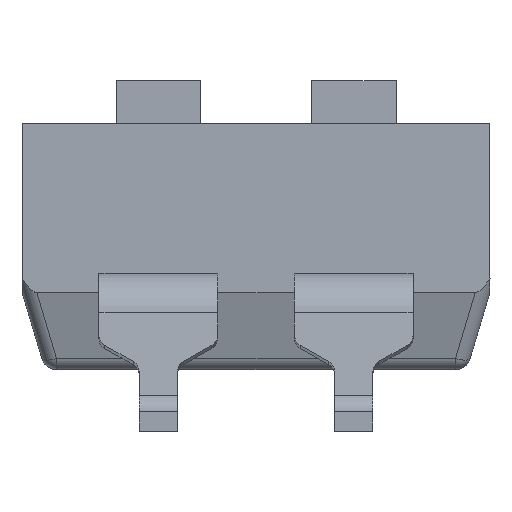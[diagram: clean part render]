
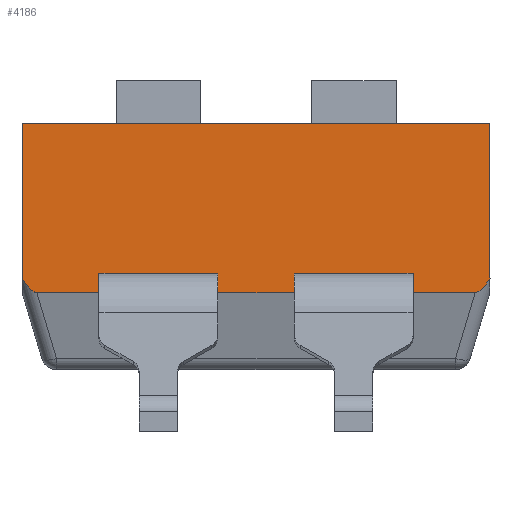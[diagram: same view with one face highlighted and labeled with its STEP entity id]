
A CAD part, front view. The second image highlights one B-rep face of the part: STEP entity #4186.
In plain terms, the highlighted planar face has unit normal (0, -1, 0).
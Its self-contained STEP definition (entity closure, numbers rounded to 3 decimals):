
#2=DIRECTION('',(-1.,0.,0.));
#3=VECTOR('',#2,6.08);
#4=CARTESIAN_POINT('',(3.04,-3.1,0.));
#5=LINE('',#4,#3);
#434=DIRECTION('',(0.,0.,1.));
#435=VECTOR('',#434,0.25);
#436=CARTESIAN_POINT('',(2.04,-3.1,-2.2));
#437=LINE('',#436,#435);
#438=DIRECTION('',(1.,0.,0.));
#439=VECTOR('',#438,1.54);
#440=CARTESIAN_POINT('',(0.5,-3.1,-1.95));
#441=LINE('',#440,#439);
#442=DIRECTION('',(0.,0.,1.));
#443=VECTOR('',#442,0.25);
#444=CARTESIAN_POINT('',(0.5,-3.1,
-2.2));
#445=LINE('',#444,#443);
#446=DIRECTION('',(0.,0.,1.));
#447=VECTOR('',#446,0.25);
#448=CARTESIAN_POINT('',(-0.5,-3.1,
-2.2));
#449=LINE('',#448,#447);
#450=DIRECTION('',(1.,0.,0.));
#451=VECTOR('',#450,1.54);
#452=CARTESIAN_POINT('',(-2.04,-3.1,-1.95));
#453=LINE('',#452,#451);
#454=DIRECTION('',(0.,0.,1.));
#455=VECTOR('',#454,0.25);
#456=CARTESIAN_POINT('',(-2.04,-3.1,
-2.2));
#457=LINE('',#456,#455);
#496=DIRECTION('',(1.,0.,0.));
#497=VECTOR('',#496,0.808);
#498=CARTESIAN_POINT('',(2.04,-3.1,-2.2));
#499=LINE('',#498,#497);
#508=DIRECTION('',(1.,0.,0.));
#509=VECTOR('',#508,0.808);
#510=CARTESIAN_POINT('',(-2.848,-3.1,
-2.2));
#511=LINE('',#510,#509);
#516=DIRECTION('',(1.,0.,0.));
#517=VECTOR('',#516,1.);
#518=CARTESIAN_POINT('',(-0.5,-3.1,
-2.2));
#519=LINE('',#518,#517);
#520=CARTESIAN_POINT('',(2.848,-3.1,-2.2));
#521=CARTESIAN_POINT('',(2.861,-3.1,-2.2));
#522=CARTESIAN_POINT('',(2.882,-3.1,-2.194));
#523=CARTESIAN_POINT('',(2.918,-3.1,-2.171));
#524=CARTESIAN_POINT('',(2.958,-3.1,-2.133));
#525=CARTESIAN_POINT('',(3.001,-3.1,-2.078));
#526=CARTESIAN_POINT('',(3.027,-3.1,-2.037));
#527=CARTESIAN_POINT('',(3.04,-3.1,-2.016));
#542=DIRECTION('',(0.,0.,1.));
#543=VECTOR('',#542,2.016);
#544=CARTESIAN_POINT('',(3.04,-3.1,-2.016));
#545=LINE('',#544,#543);
#755=DIRECTION('',(0.,0.,-1.));
#756=VECTOR('',#755,2.016);
#757=CARTESIAN_POINT('',(-3.04,-3.1,0.));
#758=LINE('',#757,#756);
#808=CARTESIAN_POINT('',(-3.04,-3.1,-2.016));
#809=CARTESIAN_POINT('',(-3.027,-3.1,-2.037));
#810=CARTESIAN_POINT('',(-3.001,-3.1,-2.078));
#811=CARTESIAN_POINT('',(-2.958,-3.1,-2.133));
#812=CARTESIAN_POINT('',(-2.918,-3.1,-2.171));
#813=CARTESIAN_POINT('',(-2.882,-3.1,-2.194));
#814=CARTESIAN_POINT('',(-2.861,-3.1,-2.2));
#815=CARTESIAN_POINT('',(-2.848,-3.1,-2.2));
#2939=CARTESIAN_POINT('',(3.04,-3.1,0.));
#2940=VERTEX_POINT('',#2939);
#2941=CARTESIAN_POINT('',(-3.04,-3.1,0.));
#2942=VERTEX_POINT('',#2941);
#3436=VERTEX_POINT('',#520);
#3437=VERTEX_POINT('',#527);
#3439=VERTEX_POINT('',#808);
#3440=VERTEX_POINT('',#815);
#3593=CARTESIAN_POINT('',(-0.5,-3.1,
-2.2));
#3594=CARTESIAN_POINT('',(-0.5,-3.1,-1.95));
#3595=VERTEX_POINT('',#3593);
#3596=VERTEX_POINT('',#3594);
#3597=CARTESIAN_POINT('',(-2.04,-3.1,
-2.2));
#3598=CARTESIAN_POINT('',(-2.04,-3.1,-1.95));
#3599=VERTEX_POINT('',#3597);
#3600=VERTEX_POINT('',#3598);
#3739=CARTESIAN_POINT('',(2.04,-3.1,
-2.2));
#3740=CARTESIAN_POINT('',(2.04,-3.1,-1.95));
#3741=VERTEX_POINT('',#3739);
#3742=VERTEX_POINT('',#3740);
#3743=CARTESIAN_POINT('',(0.5,-3.1,
-2.2));
#3744=CARTESIAN_POINT('',(0.5,-3.1,-1.95));
#3745=VERTEX_POINT('',#3743);
#3746=VERTEX_POINT('',#3744);
#4153=CARTESIAN_POINT('',(7.62,-3.1,-2.2));
#4154=DIRECTION('',(0.,1.,0.));
#4155=DIRECTION('',(1.,0.,0.));
#4156=AXIS2_PLACEMENT_3D('',#4153,#4154,#4155);
#4157=PLANE('',#4156);
#4159=ORIENTED_EDGE('',*,*,#4158,.T.);
#4161=ORIENTED_EDGE('',*,*,#4160,.F.);
#4163=ORIENTED_EDGE('',*,*,#4162,.F.);
#4165=ORIENTED_EDGE('',*,*,#4164,.F.);
#4167=ORIENTED_EDGE('',*,*,#4166,.T.);
#4168=ORIENTED_EDGE('',*,*,#4128,.F.);
#4170=ORIENTED_EDGE('',*,*,#4169,.F.);
#4172=ORIENTED_EDGE('',*,*,#4171,.F.);
#4174=ORIENTED_EDGE('',*,*,#4173,.F.);
#4176=ORIENTED_EDGE('',*,*,#4175,.F.);
#4177=ORIENTED_EDGE('',*,*,#3812,.F.);
#4179=ORIENTED_EDGE('',*,*,#4178,.F.);
#4181=ORIENTED_EDGE('',*,*,#4180,.F.);
#4183=ORIENTED_EDGE('',*,*,#4182,.F.);
#4184=EDGE_LOOP('',(#4159,#4161,#4163,#4165,#4167,#4168,#4170,#4172,#4174,#4176,
#4177,#4179,#4181,#4183));
#4185=FACE_OUTER_BOUND('',#4184,.F.);
#528=B_SPLINE_CURVE_WITH_KNOTS('',3,(#520,#521,#522,#523,#524,#525,#526,#527),
.UNSPECIFIED.,.F.,.F.,(4,1,1,1,1,4),(0.,0.125,0.25,0.5,0.75,1.),
.UNSPECIFIED.);
#816=B_SPLINE_CURVE_WITH_KNOTS('',3,(#808,#809,#810,#811,#812,#813,#814,#815),
.UNSPECIFIED.,.F.,.F.,(4,1,1,1,1,4),(0.,0.25,0.5,0.75,0.875,1.),
.UNSPECIFIED.);
#3812=EDGE_CURVE('',#2940,#2942,#5,.T.);
#4128=EDGE_CURVE('',#3600,#3596,#453,.T.);
#4158=EDGE_CURVE('',#3741,#3742,#437,.T.);
#4160=EDGE_CURVE('',#3746,#3742,#441,.T.);
#4162=EDGE_CURVE('',#3745,#3746,#445,.T.);
#4164=EDGE_CURVE('',#3595,#3745,#519,.T.);
#4166=EDGE_CURVE('',#3595,#3596,#449,.T.);
#4169=EDGE_CURVE('',#3599,#3600,#457,.T.);
#4171=EDGE_CURVE('',#3440,#3599,#511,.T.);
#4173=EDGE_CURVE('',#3439,#3440,#816,.T.);
#4175=EDGE_CURVE('',#2942,#3439,#758,.T.);
#4178=EDGE_CURVE('',#3437,#2940,#545,.T.);
#4180=EDGE_CURVE('',#3436,#3437,#528,.T.);
#4182=EDGE_CURVE('',#3741,#3436,#499,.T.);
#4186=ADVANCED_FACE('',(#4185),#4157,.F.);
